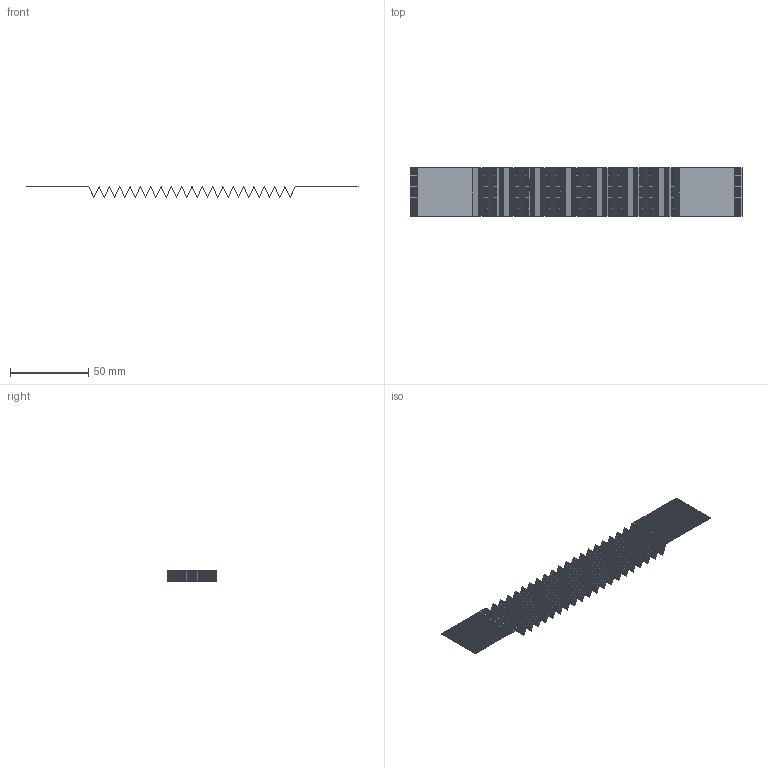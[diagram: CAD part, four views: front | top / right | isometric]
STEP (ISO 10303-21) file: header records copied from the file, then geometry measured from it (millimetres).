
FILE_DESCRIPTION(/* description */ ('Unknown'),/* implementation_level */ '2;1');
FILE_NAME(/* name */ '686630141001',/* time_stamp */ '2020-12-14T10:42:07+01:00',/* author */ ('Unknown'),/* organization */ ('Unknown'),/* preprocessor_version */ 'ST-DEVELOPER v16.7',/* originating_system */ 'DEX',/* authorisation */ $);
FILE_SCHEMA (('AUTOMOTIVE_DESIGN {1 0 10303 214 3 1 1}'));
Products named in the file (2): 6866xx141001; 686630141001
Assembly tree (1 placements, depth 2):
  6866xx141001
    686630141001
Bounding box: 211.96 x 31 x 7.5 mm (x, y, z)
Volume: 980.8 mm3; surface area: 42162.3 mm2
Topology: 1 solids, 1 shells, 2744 faces, 8278 edges, 5476 vertices
Faces by surface type: plane 2744
Entity records: 111839 total; most frequent: CARTESIAN_POINT 16620, ORIENTED_EDGE 16556, DIRECTION 13730, EDGE_CURVE 8278, LINE 8238, VECTOR 8238, VERTEX_POINT 5476, AXIS2_PLACEMENT_3D 2746
